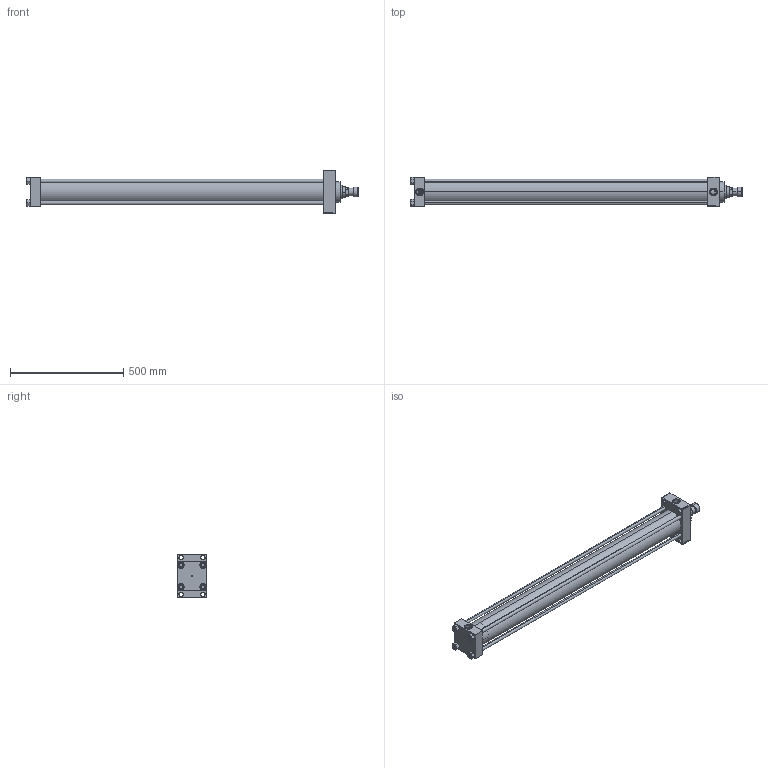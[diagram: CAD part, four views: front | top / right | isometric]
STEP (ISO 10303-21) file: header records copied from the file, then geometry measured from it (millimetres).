
FILE_DESCRIPTION (( 'STEP AP203' ), '1' );
FILE_NAME ('5aac.STEP', '2023-08-23T17:57:25', ( '' ), ( '' ), 'SwSTEP 2.0', 'SolidWorks 2019', '' );
FILE_SCHEMA (( 'CONFIG_CONTROL_DESIGN' ));
Length unit declared in the file: millimetre
Products named in the file (7): V215CR_ROD_END_F 05a826c18ba2aab4e0f15c4692374ac5; V215CR_VCP_D 05a826c18ba2aab4e0f15c4692374ac5; NUT_M5_D 05a826c18ba2aab4e0f15c4692374ac5; V215CR_D_Body 05a826c18ba2aab4e0f15c4692374ac5; 5aac; V215_VC_A 05a826c18ba2aab4e0f15c4692374ac5; V215CR_D_TYCINKA 05a826c18ba2aab4e0f15c4692374ac5
Assembly tree (12 placements, depth 2):
  5aac
    V215CR_D_Body 05a826c18ba2aab4e0f15c4692374ac5
    V215CR_VCP_D 05a826c18ba2aab4e0f15c4692374ac5
    NUT_M5_D 05a826c18ba2aab4e0f15c4692374ac5  x4
    V215CR_D_TYCINKA 05a826c18ba2aab4e0f15c4692374ac5  x4
    V215_VC_A 05a826c18ba2aab4e0f15c4692374ac5
    V215CR_ROD_END_F 05a826c18ba2aab4e0f15c4692374ac5
Bounding box: 1467 x 130 x 190 mm (x, y, z)
Volume: 6613946.1 mm3; surface area: 1530985.6 mm2
Topology: 12 solids, 12 shells, 1164 faces, 2927 edges, 1899 vertices
Faces by surface type: plane 548, bspline 368, cone 144, cylinder 92, torus 12
Entity records: 48116 total; most frequent: CARTESIAN_POINT 25244, ORIENTED_EDGE 5118, DIRECTION 3337, EDGE_CURVE 2559, VERTEX_POINT 1677, LINE 1533, VECTOR 1533, EDGE_LOOP 1140
